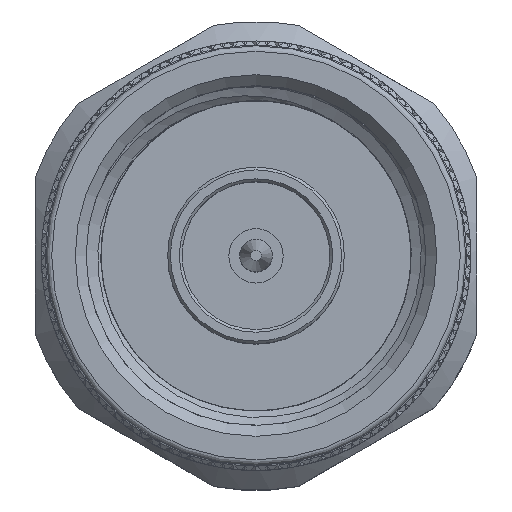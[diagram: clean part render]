
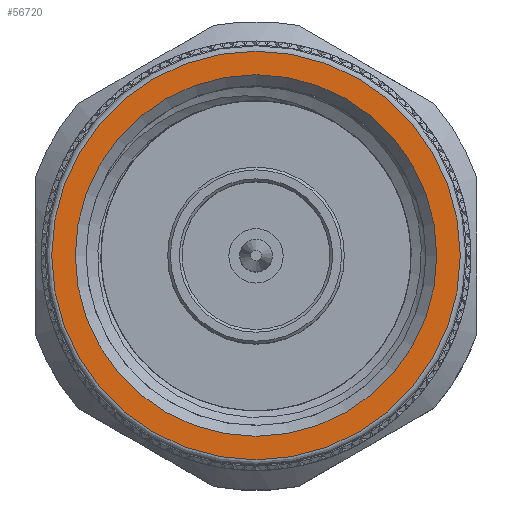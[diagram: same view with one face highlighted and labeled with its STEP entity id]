
A CAD part, top view. The second image highlights one B-rep face of the part: STEP entity #56720.
In plain terms, the highlighted face is planar.
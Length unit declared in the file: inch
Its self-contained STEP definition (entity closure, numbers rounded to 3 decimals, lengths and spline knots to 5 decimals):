
#4226 = FACE_BOUND ( 'NONE', #9962, .T. ) ;
#7746 = AXIS2_PLACEMENT_3D ( 'NONE', #46479, #109372, #146045 ) ;
#9962 = EDGE_LOOP ( 'NONE', ( #56671 ) ) ;
#23080 = VERTEX_POINT ( 'NONE', #122656 ) ;
#24340 = AXIS2_PLACEMENT_3D ( 'NONE', #72117, #62280, #46792 ) ;
#28683 = PLANE ( 'NONE',  #127923 ) ;
#43480 = EDGE_CURVE ( 'NONE', #23080, #23080, #49393, .T. ) ;
#46479 = CARTESIAN_POINT ( 'NONE',  ( 0., 0., 0. ) ) ;
#46792 = DIRECTION ( 'NONE',  ( 0., 0., -1. ) ) ;
#49152 = VERTEX_POINT ( 'NONE', #99007 ) ;
#49393 = CIRCLE ( 'NONE', #7746, 0.3325 ) ;
#53980 = CARTESIAN_POINT ( 'NONE',  ( 0., 0., 0. ) ) ;
#56671 = ORIENTED_EDGE ( 'NONE', *, *, #43480, .T. ) ;
#56720 = ADVANCED_FACE ( 'NONE', ( #4226, #90749 ), #28683, .F. ) ;
#59887 = ORIENTED_EDGE ( 'NONE', *, *, #157935, .T. ) ;
#62280 = DIRECTION ( 'NONE',  ( -1., 0., 0. ) ) ;
#72117 = CARTESIAN_POINT ( 'NONE',  ( 0., 0., 0. ) ) ;
#84228 = CIRCLE ( 'NONE', #24340, 0.37575 ) ;
#90749 = FACE_OUTER_BOUND ( 'NONE', #136363, .T. ) ;
#99007 = CARTESIAN_POINT ( 'NONE',  ( 0., 0., -0.37575 ) ) ;
#109372 = DIRECTION ( 'NONE',  ( 1., 0., 0. ) ) ;
#122656 = CARTESIAN_POINT ( 'NONE',  ( 0., 0., -0.3325 ) ) ;
#127923 = AXIS2_PLACEMENT_3D ( 'NONE', #53980, #154292, #153494 ) ;
#136363 = EDGE_LOOP ( 'NONE', ( #59887 ) ) ;
#146045 = DIRECTION ( 'NONE',  ( 0., 0., -1. ) ) ;
#153494 = DIRECTION ( 'NONE',  ( 0., 0., -1. ) ) ;
#154292 = DIRECTION ( 'NONE',  ( 1., 0., 0. ) ) ;
#157935 = EDGE_CURVE ( 'NONE', #49152, #49152, #84228, .T. ) ;
